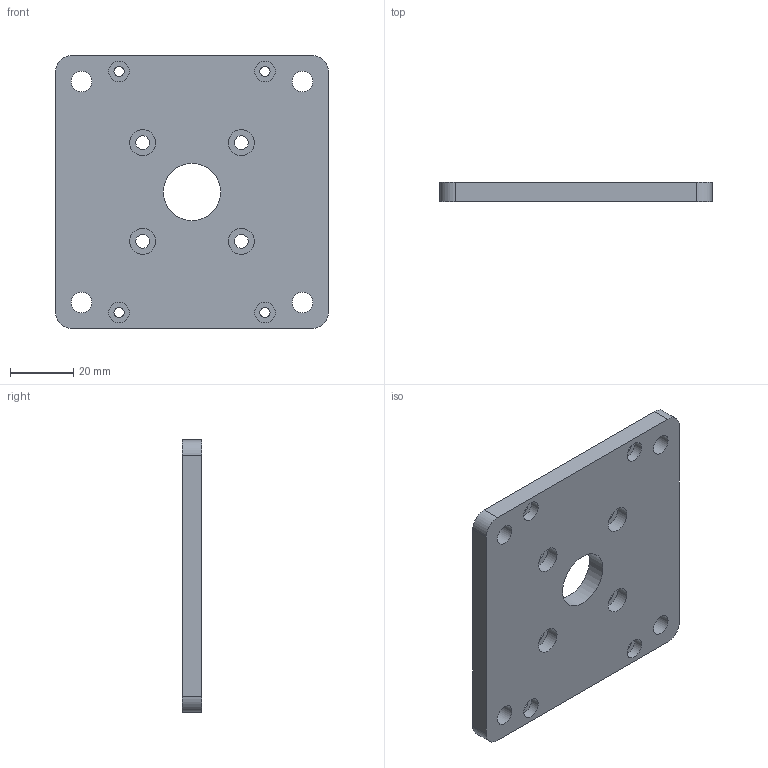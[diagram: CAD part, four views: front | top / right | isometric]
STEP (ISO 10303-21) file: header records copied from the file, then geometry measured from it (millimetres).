
FILE_DESCRIPTION( ( '' ), ' ' );
FILE_NAME( '5e7bf9ccc8bf28137ccc76a2.step', '2020-03-26T00:39:40', ( '' ), ( '' ), ' ', ' ', ' ' );
FILE_SCHEMA( ( 'AUTOMOTIVE_DESIGN { 1 0 10303 214 1 1 1 1 }' ) );
Length unit declared in the file: metre
Products named in the file (1): Part 3
Bounding box: 86 x 6 x 86 mm (x, y, z)
Volume: 40457.8 mm3; surface area: 17524.5 mm2
Topology: 1 solids, 1 shells, 39 faces, 87 edges, 58 vertices
Faces by surface type: cylinder 25, plane 14
Full cylindrical faces by diameter (mm): 3.2 x4, 4.3 x4, 6.5 x8, 8.25 x4, 18 x1
Entity records: 1386 total; most frequent: DIRECTION 196, CARTESIAN_POINT 164, ORIENTED_EDGE 132, EDGE_LOOP 94, AXIS2_PLACEMENT_3D 90, EDGE_CURVE 66, FACE_OUTER_BOUND 60, VERTEX_POINT 58
